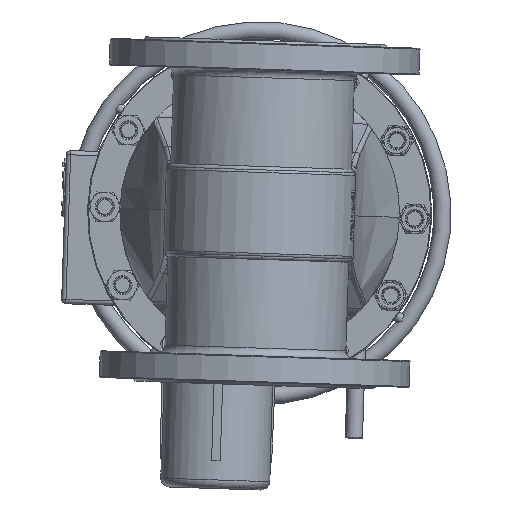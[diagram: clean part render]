
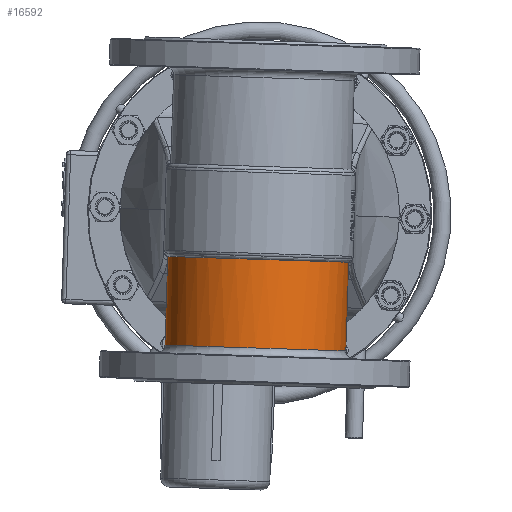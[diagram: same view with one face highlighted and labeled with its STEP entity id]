
A CAD part, front view. The second image highlights one B-rep face of the part: STEP entity #16592.
In plain terms, the highlighted cylindrical face has radius 105 mm (diameter 210 mm), a full revolution.
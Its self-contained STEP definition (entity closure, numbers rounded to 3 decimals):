
#773=ELLIPSE('',#18622,117.503,105.);
#775=ELLIPSE('',#18624,117.503,105.);
#1007=B_SPLINE_CURVE_WITH_KNOTS('',3,(#31126,#31127,#31128,#31129,#31130,
#31131,#31132,#31133),.UNSPECIFIED.,.F.,.F.,(4,2,2,4),(0.,0.11,
0.341,0.342),.UNSPECIFIED.);
#1011=B_SPLINE_CURVE_WITH_KNOTS('',3,(#31256,#31257,#31258,#31259,#31260,
#31261,#31262,#31263),.UNSPECIFIED.,.F.,.F.,(4,2,2,4),(-0.001,
0.,0.175,0.259),.UNSPECIFIED.);
#1031=B_SPLINE_CURVE_WITH_KNOTS('',3,(#31891,#31892,#31893,#31894,#31895,
#31896,#31897,#31898,#31899,#31900,#31901,#31902,#31903,#31904,#31905,#31906,
#31907),.UNSPECIFIED.,.F.,.F.,(4,1,1,1,1,1,1,1,1,1,1,1,1,1,4),(29.686,
32.282,34.877,37.473,40.069,42.665,
45.261,48.722,50.453,52.183,55.644,
58.24,60.836,63.432,64.427),
 .UNSPECIFIED.);
#1032=B_SPLINE_CURVE_WITH_KNOTS('',3,(#31910,#31911,#31912,#31913),
 .UNSPECIFIED.,.F.,.F.,(4,4),(64.427,66.028),
 .UNSPECIFIED.);
#1263=FACE_BOUND('',#3666,.T.);
#2524=FACE_OUTER_BOUND('',#3665,.T.);
#3665=EDGE_LOOP('',(#14203,#14204,#14205,#14206,#14207,#14208));
#3666=EDGE_LOOP('',(#14209,#14210,#14211,#14212,#14213,#14214));
#4710=LINE('',#31154,#5682);
#4726=LINE('',#31429,#5698);
#4729=LINE('',#31889,#5701);
#5682=VECTOR('',#22988,10.);
#5698=VECTOR('',#23036,10.);
#5701=VECTOR('',#23089,105.);
#6530=CIRCLE('',#18656,105.);
#6531=CIRCLE('',#18658,105.);
#7867=VERTEX_POINT('',#31124);
#7868=VERTEX_POINT('',#31125);
#7873=VERTEX_POINT('',#31153);
#7876=VERTEX_POINT('',#31254);
#7877=VERTEX_POINT('',#31255);
#7882=VERTEX_POINT('',#31330);
#7908=VERTEX_POINT('',#31884);
#7909=VERTEX_POINT('',#31888);
#7910=VERTEX_POINT('',#31890);
#7911=VERTEX_POINT('',#31908);
#9966=EDGE_CURVE('',#7867,#7868,#1007,.F.);
#9973=EDGE_CURVE('',#7873,#7868,#4710,.T.);
#9977=EDGE_CURVE('',#7876,#7877,#1011,.F.);
#9986=EDGE_CURVE('',#7877,#7867,#773,.T.);
#9989=EDGE_CURVE('',#7873,#7882,#775,.T.);
#10002=EDGE_CURVE('',#7876,#7882,#4726,.T.);
#10038=EDGE_CURVE('',#7908,#7908,#6530,.T.);
#10039=EDGE_CURVE('',#7908,#7909,#4729,.T.);
#10040=EDGE_CURVE('',#7910,#7909,#1031,.T.);
#10041=EDGE_CURVE('',#7911,#7910,#6531,.T.);
#10042=EDGE_CURVE('',#7909,#7911,#1032,.T.);
#14203=ORIENTED_EDGE('',*,*,#10038,.F.);
#14204=ORIENTED_EDGE('',*,*,#10039,.T.);
#14205=ORIENTED_EDGE('',*,*,#10040,.F.);
#14206=ORIENTED_EDGE('',*,*,#10041,.F.);
#14207=ORIENTED_EDGE('',*,*,#10042,.F.);
#14208=ORIENTED_EDGE('',*,*,#10039,.F.);
#14209=ORIENTED_EDGE('',*,*,#10002,.T.);
#14210=ORIENTED_EDGE('',*,*,#9989,.F.);
#14211=ORIENTED_EDGE('',*,*,#9973,.T.);
#14212=ORIENTED_EDGE('',*,*,#9966,.F.);
#14213=ORIENTED_EDGE('',*,*,#9986,.F.);
#14214=ORIENTED_EDGE('',*,*,#9977,.F.);
#15052=CYLINDRICAL_SURFACE('',#18657,105.);
#16592=ADVANCED_FACE('',(#2524,#1263),#15052,.T.);
#18622=AXIS2_PLACEMENT_3D('',#31305,#23004,#23005);
#18624=AXIS2_PLACEMENT_3D('',#31403,#23008,#23009);
#18656=AXIS2_PLACEMENT_3D('',#31886,#23085,#23086);
#18657=AXIS2_PLACEMENT_3D('',#31887,#23087,#23088);
#18658=AXIS2_PLACEMENT_3D('',#31909,#23090,#23091);
#22988=DIRECTION('',(0.,0.,-1.));
#23004=DIRECTION('center_axis',(0.,-0.449,0.894));
#23005=DIRECTION('ref_axis',(0.,0.894,0.449));
#23008=DIRECTION('center_axis',(0.,0.449,-0.894));
#23009=DIRECTION('ref_axis',(0.,0.894,0.449));
#23036=DIRECTION('',(0.,0.,1.));
#23085=DIRECTION('center_axis',(0.,0.,-1.));
#23086=DIRECTION('ref_axis',(1.,0.,0.));
#23087=DIRECTION('center_axis',(0.,0.,-1.));
#23088=DIRECTION('ref_axis',(1.,0.,0.));
#23089=DIRECTION('',(0.,0.,1.));
#23090=DIRECTION('center_axis',(0.,0.,1.));
#23091=DIRECTION('ref_axis',(0.,-1.,0.));
#31124=CARTESIAN_POINT('',(-5.048,104.879,-81.961));
#31125=CARTESIAN_POINT('',(-6.,104.828,-79.374));
#31126=CARTESIAN_POINT('Ctrl Pts',(-6.,104.828,-79.374));
#31127=CARTESIAN_POINT('Ctrl Pts',(-6.,104.828,-79.742));
#31128=CARTESIAN_POINT('Ctrl Pts',(-5.915,104.833,-80.088));
#31129=CARTESIAN_POINT('Ctrl Pts',(-5.646,104.848,-80.913));
#31130=CARTESIAN_POINT('Ctrl Pts',(-5.345,104.864,-81.447));
#31131=CARTESIAN_POINT('Ctrl Pts',(-5.051,104.878,-81.956));
#31132=CARTESIAN_POINT('Ctrl Pts',(-5.05,104.879,-81.958));
#31133=CARTESIAN_POINT('Ctrl Pts',(-5.048,104.879,-81.961));
#31153=CARTESIAN_POINT('',(-6.,104.828,-45.635));
#31154=CARTESIAN_POINT('',(-6.,104.828,50.));
#31254=CARTESIAN_POINT('',(6.,104.828,-79.374));
#31255=CARTESIAN_POINT('',(5.048,104.879,-81.961));
#31256=CARTESIAN_POINT('Ctrl Pts',(5.048,104.879,-81.961));
#31257=CARTESIAN_POINT('Ctrl Pts',(5.05,104.879,-81.958));
#31258=CARTESIAN_POINT('Ctrl Pts',(5.051,104.878,-81.956));
#31259=CARTESIAN_POINT('Ctrl Pts',(5.345,104.864,-81.447));
#31260=CARTESIAN_POINT('Ctrl Pts',(5.646,104.848,-80.913));
#31261=CARTESIAN_POINT('Ctrl Pts',(5.915,104.833,-80.088));
#31262=CARTESIAN_POINT('Ctrl Pts',(6.,104.828,-79.742));
#31263=CARTESIAN_POINT('Ctrl Pts',(6.,104.828,-79.374));
#31305=CARTESIAN_POINT('Origin',(0.,0.,-134.644));
#31330=CARTESIAN_POINT('',(6.,104.828,-45.635));
#31403=CARTESIAN_POINT('Origin',(0.,0.,-98.294));
#31429=CARTESIAN_POINT('',(6.,104.828,50.));
#31884=CARTESIAN_POINT('',(-105.,0.,-107.));
#31886=CARTESIAN_POINT('Origin',(0.,0.,-107.));
#31887=CARTESIAN_POINT('Origin',(0.,0.,50.));
#31888=CARTESIAN_POINT('',(-104.999,0.,-4.34));
#31889=CARTESIAN_POINT('',(-105.,0.,50.));
#31890=CARTESIAN_POINT('',(103.805,-15.796,-4.));
#31891=CARTESIAN_POINT('Ctrl Pts',(103.805,-15.796,-4.));
#31892=CARTESIAN_POINT('Ctrl Pts',(105.095,-7.316,-4.013));
#31893=CARTESIAN_POINT('Ctrl Pts',(105.586,9.938,-4.594));
#31894=CARTESIAN_POINT('Ctrl Pts',(100.04,35.188,-7.114));
#31895=CARTESIAN_POINT('Ctrl Pts',(88.597,58.27,-10.873));
#31896=CARTESIAN_POINT('Ctrl Pts',(71.91,77.952,-15.195));
#31897=CARTESIAN_POINT('Ctrl Pts',(50.798,93.115,-19.231));
#31898=CARTESIAN_POINT('Ctrl Pts',(23.614,103.864,-22.469));
#31899=CARTESIAN_POINT('Ctrl Pts',(-3.032,106.111,-23.201));
#31900=CARTESIAN_POINT('Ctrl Pts',(-26.155,102.188,-21.962));
#31901=CARTESIAN_POINT('Ctrl Pts',(-48.195,94.553,-19.667));
#31902=CARTESIAN_POINT('Ctrl Pts',(-70.061,80.137,-15.673));
#31903=CARTESIAN_POINT('Ctrl Pts',(-88.594,58.271,-10.874));
#31904=CARTESIAN_POINT('Ctrl Pts',(-100.041,35.187,-7.114));
#31905=CARTESIAN_POINT('Ctrl Pts',(-104.446,15.128,-5.112));
#31906=CARTESIAN_POINT('Ctrl Pts',(-105.,3.284,-4.476));
#31907=CARTESIAN_POINT('Ctrl Pts',(-104.999,0.,
-4.34));
#31908=CARTESIAN_POINT('',(-103.805,-15.796,-4.));
#31909=CARTESIAN_POINT('Origin',(0.,0.,-4.));
#31910=CARTESIAN_POINT('Ctrl Pts',(-104.999,0.,
-4.34));
#31911=CARTESIAN_POINT('Ctrl Pts',(-104.999,-5.282,
-4.122));
#31912=CARTESIAN_POINT('Ctrl Pts',(-104.601,-10.567,
-4.008));
#31913=CARTESIAN_POINT('Ctrl Pts',(-103.805,-15.796,
-4.));
